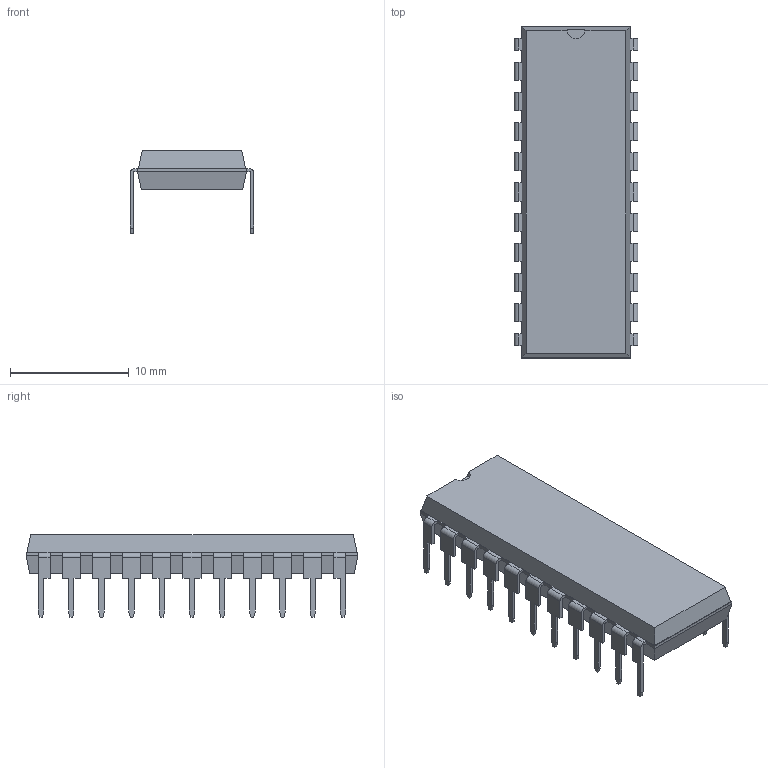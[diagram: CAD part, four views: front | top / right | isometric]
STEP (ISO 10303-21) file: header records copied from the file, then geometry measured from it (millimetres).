
FILE_DESCRIPTION(/* description */ ('model of DIP-22_W10.16mm'),/* implementation_level */ '2;1');
FILE_NAME(/* name */ 'DIP-22_W10.16mm.step',/* time_stamp */ '2017-03-07T23:59:59',/* author */ ('kicad StepUp','ksu'),/* organization */ ('FreeCAD'),/* preprocessor_version */ 'OCC',/* originating_system */ 'kicad StepUp',/* authorisation */ '');
FILE_SCHEMA(('AUTOMOTIVE_DESIGN_CC2 { 1 2 10303 214 -1 1 5 4 }'));
Length unit declared in the file: millimetre
Products named in the file (1): DIP-22_W10.16mm
Bounding box: 10.41 x 27.94 x 6.98 mm (x, y, z)
Volume: 828.4 mm3; surface area: 989.6 mm2
Topology: 1 solids, 1 shells, 386 faces, 1054 edges, 670 vertices
Faces by surface type: plane 307, cylinder 45, bspline 34
Entity records: 14899 total; most frequent: CARTESIAN_POINT 2529, ORIENTED_EDGE 2108, DIRECTION 1833, EDGE_CURVE 1054, LINE 943, VECTOR 943, VERTEX_POINT 670, AXIS2_PLACEMENT_3D 445
